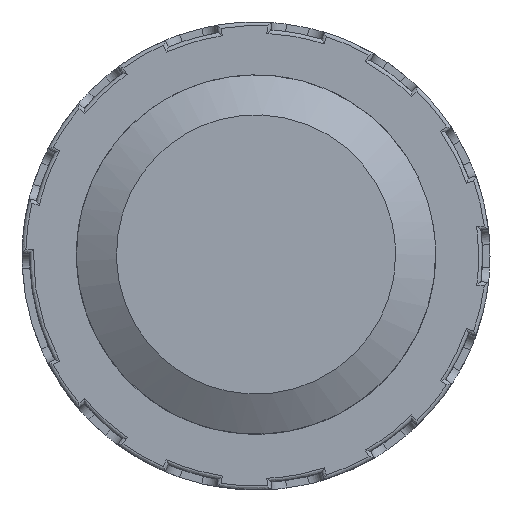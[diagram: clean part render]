
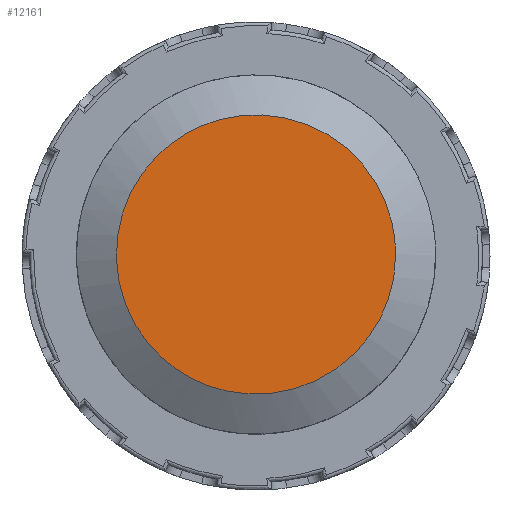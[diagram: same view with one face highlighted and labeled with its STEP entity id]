
A CAD part, top view. The second image highlights one B-rep face of the part: STEP entity #12161.
In plain terms, the highlighted free-form (B-spline) face has degree [1, 1] with [2, 2] control points.
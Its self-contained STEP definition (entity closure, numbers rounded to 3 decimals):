
#12116 = VERTEX_POINT('',#12117);
#12117 = CARTESIAN_POINT('',(24.913,0.,
    306.615));
#12122 = EDGE_CURVE('',#12116,#12116,#12123,.T.);
#12123 = ( BOUNDED_CURVE() B_SPLINE_CURVE(2,(#12124,#12125,#12126,#12127
    ,#12128,#12129,#12130),.UNSPECIFIED.,.T.,.F.) 
B_SPLINE_CURVE_WITH_KNOTS((3,2,2,3),(3.142,5.236,
7.33,9.425),.PIECEWISE_BEZIER_KNOTS.) CURVE() 
GEOMETRIC_REPRESENTATION_ITEM() RATIONAL_B_SPLINE_CURVE((1.,0.5,1.,0.5,
1.,0.5,1.)) REPRESENTATION_ITEM('') );
#12124 = CARTESIAN_POINT('',(24.913,0.,
    306.615));
#12125 = CARTESIAN_POINT('',(24.913,-43.151,
    306.615));
#12126 = CARTESIAN_POINT('',(-12.457,-21.575,
    306.615));
#12127 = CARTESIAN_POINT('',(-49.826,0.,
    306.615));
#12128 = CARTESIAN_POINT('',(-12.457,21.575,
    306.615));
#12129 = CARTESIAN_POINT('',(24.913,43.151,
    306.615));
#12130 = CARTESIAN_POINT('',(24.913,0.,
    306.615));
#12161 = ADVANCED_FACE('',(#12162),#12165,.T.);
#12162 = FACE_BOUND('',#12163,.T.);
#12163 = EDGE_LOOP('',(#12164));
#12164 = ORIENTED_EDGE('',*,*,#12122,.F.);
#12165 = B_SPLINE_SURFACE_WITH_KNOTS('',1,1,(
    (#12166,#12167)
    ,(#12168,#12169
    )),.UNSPECIFIED.,.F.,.F.,.F.,(2,2),(2,2),(9.,46.),(-18.5,18.5),
  .PIECEWISE_BEZIER_KNOTS.);
#12166 = CARTESIAN_POINT('',(-24.913,-24.913,
    306.615));
#12167 = CARTESIAN_POINT('',(-24.913,24.913,
    306.615));
#12168 = CARTESIAN_POINT('',(24.913,-24.913,
    306.615));
#12169 = CARTESIAN_POINT('',(24.913,24.913,
    306.615));
